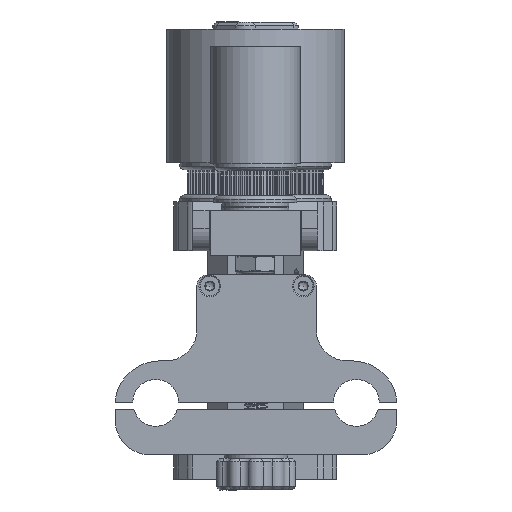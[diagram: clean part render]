
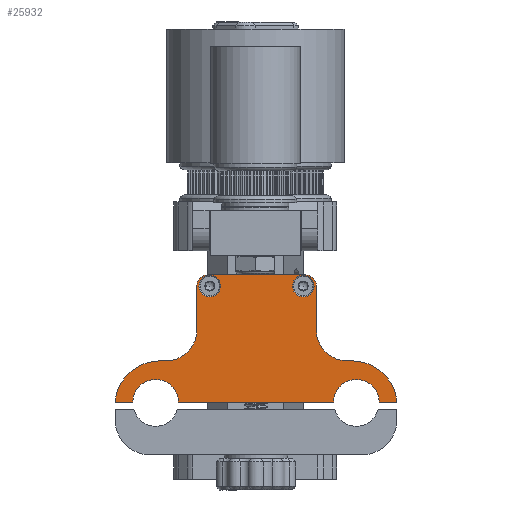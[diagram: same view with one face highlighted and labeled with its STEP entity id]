
A CAD part, front view. The second image highlights one B-rep face of the part: STEP entity #25932.
In plain terms, the highlighted planar face has unit normal (0, -1, 0).
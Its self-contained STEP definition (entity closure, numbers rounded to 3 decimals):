
#429=FACE_BOUND('',#4757,.T.);
#430=FACE_BOUND('',#4758,.T.);
#1096=PLANE('',#28372);
#3206=FACE_OUTER_BOUND('',#4756,.T.);
#4756=EDGE_LOOP('',(#23596,#23597,#23598,#23599,#23600,#23601,#23602,#23603,
#23604,#23605,#23606,#23607,#23608,#23609,#23610,#23611));
#4757=EDGE_LOOP('',(#23612));
#4758=EDGE_LOOP('',(#23613));
#5712=CIRCLE('',#28370,3.075);
#5714=CIRCLE('',#28373,3.);
#5715=CIRCLE('',#28374,8.89);
#5716=CIRCLE('',#28375,12.7);
#5717=CIRCLE('',#28376,6.5);
#5718=CIRCLE('',#28377,6.5);
#5719=CIRCLE('',#28378,12.7);
#5720=CIRCLE('',#28379,8.89);
#5721=CIRCLE('',#28380,3.);
#5722=CIRCLE('',#28381,3.075);
#8131=LINE('',#54391,#10481);
#8132=LINE('',#54395,#10482);
#8133=LINE('',#54399,#10483);
#8134=LINE('',#54403,#10484);
#8135=LINE('',#54407,#10485);
#8136=LINE('',#54411,#10486);
#8137=LINE('',#54415,#10487);
#8138=LINE('',#54418,#10488);
#10481=VECTOR('',#34830,10.);
#10482=VECTOR('',#34833,127.);
#10483=VECTOR('',#34836,28.425);
#10484=VECTOR('',#34839,44.15);
#10485=VECTOR('',#34842,10.);
#10486=VECTOR('',#34845,127.);
#10487=VECTOR('',#34848,10.);
#10488=VECTOR('',#34851,10.);
#12913=VERTEX_POINT('',#54381);
#12915=VERTEX_POINT('',#54387);
#12916=VERTEX_POINT('',#54388);
#12917=VERTEX_POINT('',#54390);
#12918=VERTEX_POINT('',#54392);
#12919=VERTEX_POINT('',#54394);
#12920=VERTEX_POINT('',#54396);
#12921=VERTEX_POINT('',#54398);
#12922=VERTEX_POINT('',#54400);
#12923=VERTEX_POINT('',#54402);
#12924=VERTEX_POINT('',#54404);
#12925=VERTEX_POINT('',#54406);
#12926=VERTEX_POINT('',#54408);
#12927=VERTEX_POINT('',#54410);
#12928=VERTEX_POINT('',#54412);
#12929=VERTEX_POINT('',#54414);
#12930=VERTEX_POINT('',#54416);
#12931=VERTEX_POINT('',#54419);
#16517=EDGE_CURVE('',#12913,#12913,#5712,.T.);
#16520=EDGE_CURVE('',#12915,#12916,#5714,.T.);
#16521=EDGE_CURVE('',#12915,#12917,#8131,.T.);
#16522=EDGE_CURVE('',#12918,#12917,#5715,.T.);
#16523=EDGE_CURVE('',#12919,#12918,#8132,.T.);
#16524=EDGE_CURVE('',#12920,#12919,#5716,.T.);
#16525=EDGE_CURVE('',#12920,#12921,#8133,.T.);
#16526=EDGE_CURVE('',#12921,#12922,#5717,.T.);
#16527=EDGE_CURVE('',#12922,#12923,#8134,.T.);
#16528=EDGE_CURVE('',#12923,#12924,#5718,.T.);
#16529=EDGE_CURVE('',#12924,#12925,#8135,.T.);
#16530=EDGE_CURVE('',#12926,#12925,#5719,.T.);
#16531=EDGE_CURVE('',#12927,#12926,#8136,.T.);
#16532=EDGE_CURVE('',#12928,#12927,#5720,.T.);
#16533=EDGE_CURVE('',#12929,#12928,#8137,.T.);
#16534=EDGE_CURVE('',#12930,#12929,#5721,.T.);
#16535=EDGE_CURVE('',#12930,#12916,#8138,.T.);
#16536=EDGE_CURVE('',#12931,#12931,#5722,.T.);
#23596=ORIENTED_EDGE('',*,*,#16520,.F.);
#23597=ORIENTED_EDGE('',*,*,#16521,.T.);
#23598=ORIENTED_EDGE('',*,*,#16522,.F.);
#23599=ORIENTED_EDGE('',*,*,#16523,.F.);
#23600=ORIENTED_EDGE('',*,*,#16524,.F.);
#23601=ORIENTED_EDGE('',*,*,#16525,.T.);
#23602=ORIENTED_EDGE('',*,*,#16526,.T.);
#23603=ORIENTED_EDGE('',*,*,#16527,.T.);
#23604=ORIENTED_EDGE('',*,*,#16528,.T.);
#23605=ORIENTED_EDGE('',*,*,#16529,.T.);
#23606=ORIENTED_EDGE('',*,*,#16530,.F.);
#23607=ORIENTED_EDGE('',*,*,#16531,.F.);
#23608=ORIENTED_EDGE('',*,*,#16532,.F.);
#23609=ORIENTED_EDGE('',*,*,#16533,.F.);
#23610=ORIENTED_EDGE('',*,*,#16534,.F.);
#23611=ORIENTED_EDGE('',*,*,#16535,.T.);
#23612=ORIENTED_EDGE('',*,*,#16536,.F.);
#23613=ORIENTED_EDGE('',*,*,#16517,.F.);
#25932=ADVANCED_FACE('',(#3206,#429,#430),#1096,.F.);
#28370=AXIS2_PLACEMENT_3D('',#54382,#34821,#34822);
#28372=AXIS2_PLACEMENT_3D('',#54386,#34826,#34827);
#28373=AXIS2_PLACEMENT_3D('',#54389,#34828,#34829);
#28374=AXIS2_PLACEMENT_3D('',#54393,#34831,#34832);
#28375=AXIS2_PLACEMENT_3D('',#54397,#34834,#34835);
#28376=AXIS2_PLACEMENT_3D('',#54401,#34837,#34838);
#28377=AXIS2_PLACEMENT_3D('',#54405,#34840,#34841);
#28378=AXIS2_PLACEMENT_3D('',#54409,#34843,#34844);
#28379=AXIS2_PLACEMENT_3D('',#54413,#34846,#34847);
#28380=AXIS2_PLACEMENT_3D('',#54417,#34849,#34850);
#28381=AXIS2_PLACEMENT_3D('',#54420,#34852,#34853);
#34821=DIRECTION('center_axis',(0.,-1.,0.));
#34822=DIRECTION('ref_axis',(-1.,0.,0.));
#34826=DIRECTION('center_axis',(0.,1.,0.));
#34827=DIRECTION('ref_axis',(-1.,0.,0.));
#34828=DIRECTION('center_axis',(0.,1.,0.));
#34829=DIRECTION('ref_axis',(-0.707,0.,0.707));
#34830=DIRECTION('',(0.,0.,-1.));
#34831=DIRECTION('center_axis',(0.,-1.,0.));
#34832=DIRECTION('ref_axis',(0.707,0.,-0.707));
#34833=DIRECTION('',(1.,0.,0.));
#34834=DIRECTION('center_axis',(0.,1.,0.));
#34835=DIRECTION('ref_axis',(-0.997,0.,0.075));
#34836=DIRECTION('',(1.,0.,0.));
#34837=DIRECTION('center_axis',(0.,1.,0.));
#34838=DIRECTION('ref_axis',(-1.,0.,0.));
#34839=DIRECTION('',(1.,0.,0.));
#34840=DIRECTION('center_axis',(0.,1.,0.));
#34841=DIRECTION('ref_axis',(-1.,0.,0.));
#34842=DIRECTION('',(1.,0.,0.));
#34843=DIRECTION('center_axis',(0.,1.,0.));
#34844=DIRECTION('ref_axis',(0.997,0.,0.075));
#34845=DIRECTION('',(1.,0.,0.));
#34846=DIRECTION('center_axis',(0.,-1.,0.));
#34847=DIRECTION('ref_axis',(-0.707,0.,-0.707));
#34848=DIRECTION('',(0.,0.,-1.));
#34849=DIRECTION('center_axis',(0.,1.,0.));
#34850=DIRECTION('ref_axis',(0.707,0.,0.707));
#34851=DIRECTION('',(-1.,0.,0.));
#34852=DIRECTION('center_axis',(0.,-1.,0.));
#34853=DIRECTION('ref_axis',(-1.,0.,0.));
#54381=CARTESIAN_POINT('',(39.452,-25.4,31.415));
#54382=CARTESIAN_POINT('Origin',(36.377,-25.4,31.415));
#54386=CARTESIAN_POINT('Origin',(-13.97,-25.4,5.1));
#54387=CARTESIAN_POINT('',(32.703,-25.4,31.59));
#54388=CARTESIAN_POINT('',(35.703,-25.4,34.59));
#54389=CARTESIAN_POINT('Origin',(35.703,-25.4,31.59));
#54390=CARTESIAN_POINT('',(32.703,-25.4,18.99));
#54391=CARTESIAN_POINT('',(32.703,-25.4,28.24));
#54392=CARTESIAN_POINT('',(23.813,-25.4,10.1));
#54393=CARTESIAN_POINT('Origin',(23.813,-25.4,18.99));
#54394=CARTESIAN_POINT('',(22.094,-25.4,10.1));
#54395=CARTESIAN_POINT('',(-13.97,-25.4,10.1));
#54396=CARTESIAN_POINT('',(9.43,-25.4,-1.65));
#54397=CARTESIAN_POINT('Origin',(22.094,-25.4,-2.6));
#54398=CARTESIAN_POINT('',(14.455,-25.4,-1.65));
#54399=CARTESIAN_POINT('',(-13.97,-25.4,-1.65));
#54400=CARTESIAN_POINT('',(27.455,-25.4,-1.65));
#54401=CARTESIAN_POINT('Origin',(20.955,-25.4,-1.65));
#54402=CARTESIAN_POINT('',(71.605,-25.4,-1.65));
#54403=CARTESIAN_POINT('',(27.455,-25.4,-1.65));
#54404=CARTESIAN_POINT('',(84.605,-25.4,-1.65));
#54405=CARTESIAN_POINT('Origin',(78.105,-25.4,-1.65));
#54406=CARTESIAN_POINT('',(89.63,-25.4,-1.65));
#54407=CARTESIAN_POINT('',(87.63,-25.4,-1.65));
#54408=CARTESIAN_POINT('',(76.966,-25.4,10.1));
#54409=CARTESIAN_POINT('Origin',(76.966,-25.4,-2.6));
#54410=CARTESIAN_POINT('',(75.565,-25.4,10.1));
#54411=CARTESIAN_POINT('',(-13.97,-25.4,10.1));
#54412=CARTESIAN_POINT('',(66.675,-25.4,18.99));
#54413=CARTESIAN_POINT('Origin',(75.565,-25.4,18.99));
#54414=CARTESIAN_POINT('',(66.675,-25.4,31.59));
#54415=CARTESIAN_POINT('',(66.675,-25.4,4.663));
#54416=CARTESIAN_POINT('',(63.675,-25.4,34.59));
#54417=CARTESIAN_POINT('Origin',(63.675,-25.4,31.59));
#54418=CARTESIAN_POINT('',(66.675,-25.4,34.59));
#54419=CARTESIAN_POINT('',(66.075,-25.4,31.415));
#54420=CARTESIAN_POINT('Origin',(63.,-25.4,31.415));
